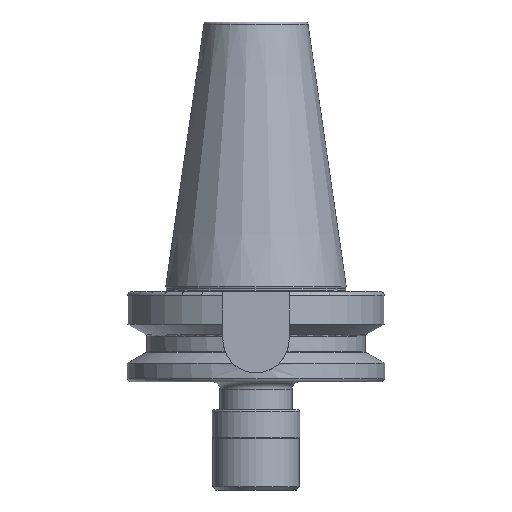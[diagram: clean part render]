
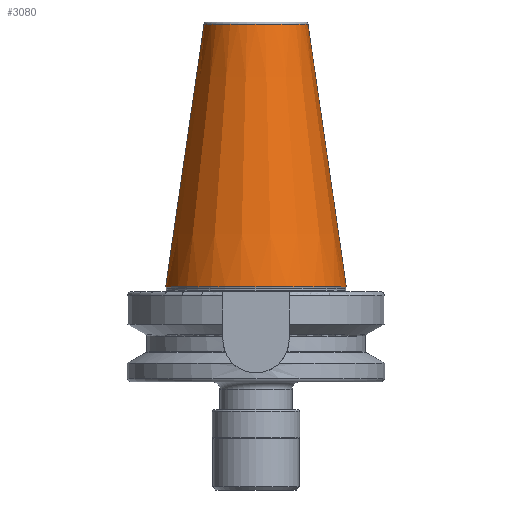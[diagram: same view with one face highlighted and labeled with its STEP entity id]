
A CAD part, left-side view. The second image highlights one B-rep face of the part: STEP entity #3080.
In plain terms, the highlighted conical face has half-angle 8.297 degrees and reference radius 27.637 mm.
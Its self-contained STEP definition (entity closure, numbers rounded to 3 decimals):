
#1223=CARTESIAN_POINT('',(0,0,138.944));
#1224=DIRECTION('',(0,0,1));
#1225=DIRECTION('',(0,1,0));
#1226=AXIS2_PLACEMENT_3D('',#1223,#1224,#1225);
#1228=DIRECTION('',(0.,0.144,0.99));
#1229=VECTOR('',#1228,103.023);
#1230=CARTESIAN_POINT('',(0,-35.071,37));
#1231=LINE('',#1230,#1229);
#1232=CARTESIAN_POINT('',(0,0,37));
#1233=DIRECTION('',(0,0,1));
#1234=DIRECTION('',(0,1,0));
#1235=AXIS2_PLACEMENT_3D('',#1232,#1233,#1234);
#1237=DIRECTION('',(0.,-0.144,0.99));
#1238=VECTOR('',#1237,103.023);
#1239=CARTESIAN_POINT('',(0,35.071,37));
#1240=LINE('',#1239,#1238);
#1470=CARTESIAN_POINT('',(0,35.071,37));
#1472=VERTEX_POINT('',#1470);
#1486=CARTESIAN_POINT('',(0,-35.071,37));
#1488=VERTEX_POINT('',#1486);
#1513=CARTESIAN_POINT('',(0,20.204,138.944));
#1514=CARTESIAN_POINT('',(0,-20.204,138.944));
#1515=VERTEX_POINT('',#1513);
#1516=VERTEX_POINT('',#1514);
#3066=CARTESIAN_POINT('',(0,0,87.972));
#3067=DIRECTION('',(0,0,-1));
#3068=DIRECTION('',(0,-1,0));
#3069=AXIS2_PLACEMENT_3D('',#3066,#3067,#3068);
#3070=CONICAL_SURFACE('',#3069,27.637,8.297);
#3072=ORIENTED_EDGE('',*,*,#3071,.T.);
#3074=ORIENTED_EDGE('',*,*,#3073,.F.);
#3075=ORIENTED_EDGE('',*,*,#3059,.F.);
#3077=ORIENTED_EDGE('',*,*,#3076,.T.);
#3078=EDGE_LOOP('',(#3072,#3074,#3075,#3077));
#3079=FACE_OUTER_BOUND('',#3078,.F.);
#3080=ADVANCED_FACE('',(#3079),#3070,.T.);
#1227=CIRCLE('',#1226,20.204);
#1236=CIRCLE('',#1235,35.071);
#3059=EDGE_CURVE('',#1472,#1488,#1236,.T.);
#3071=EDGE_CURVE('',#1515,#1516,#1227,.T.);
#3073=EDGE_CURVE('',#1488,#1516,#1231,.T.);
#3076=EDGE_CURVE('',#1472,#1515,#1240,.T.);
